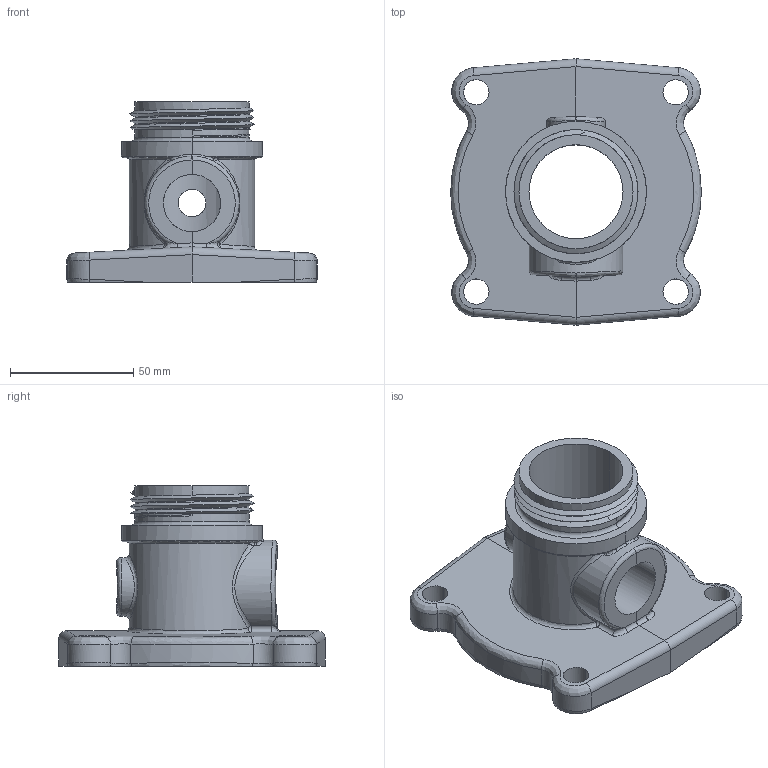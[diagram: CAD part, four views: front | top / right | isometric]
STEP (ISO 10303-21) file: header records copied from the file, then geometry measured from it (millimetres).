
FILE_DESCRIPTION((''),'2;1');
FILE_NAME('C44155_SW0001','2012-12-21T',('jhabe'),(''),'PRO/ENGINEER BY PARAMETRIC TECHNOLOGY CORPORATION, 2011310','PRO/ENGINEER BY PARAMETRIC TECHNOLOGY CORPORATION, 2011310','');
FILE_SCHEMA(('CONFIG_CONTROL_DESIGN'));
Length unit declared in the file: inch
Products named in the file (1): C44155_SW0001
Bounding box: 101.6 x 107.95 x 73.03 mm (x, y, z)
Surface area: 44488 mm2 (no closed solid volume)
Topology: 0 solids, 1 shells, 118 faces, 295 edges, 179 vertices
Faces by surface type: cylinder 53, bspline 42, plane 15, torus 4, sphere 2, cone 2
Entity records: 7682 total; most frequent: CARTESIAN_POINT 5197, ORIENTED_EDGE 590, DIRECTION 383, EDGE_CURVE 295, VERTEX_POINT 179, AXIS2_PLACEMENT_3D 150, B_SPLINE_CURVE_WITH_KNOTS 138, EDGE_LOOP 132
